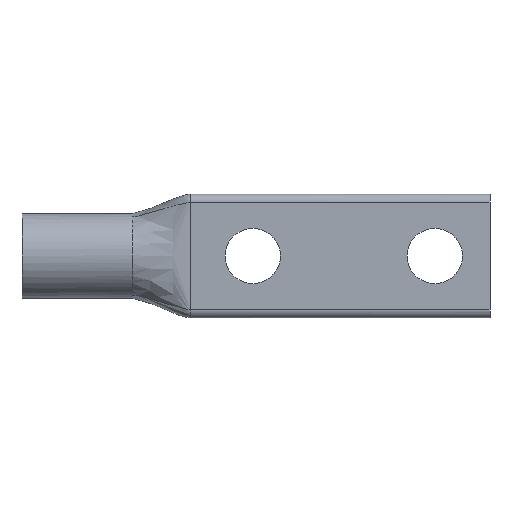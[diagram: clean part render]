
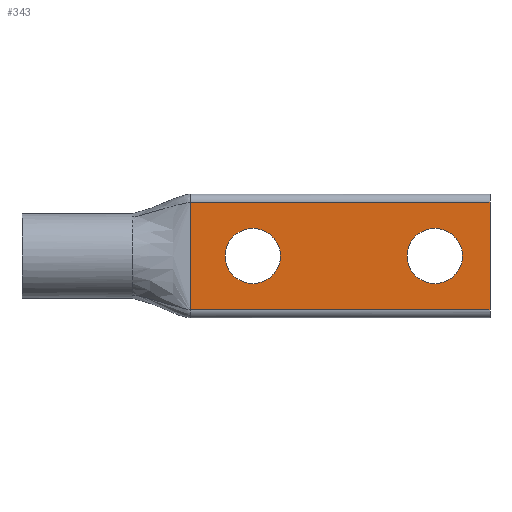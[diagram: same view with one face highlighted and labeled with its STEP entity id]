
A CAD part, front view. The second image highlights one B-rep face of the part: STEP entity #343.
In plain terms, the highlighted planar face has unit normal (0, -1, 0).
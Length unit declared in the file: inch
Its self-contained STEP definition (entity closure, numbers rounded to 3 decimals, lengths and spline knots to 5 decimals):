
#18 = CARTESIAN_POINT ( 'NONE',  ( 5.70071, 0., 0.515 ) ) ;
#29 = LINE ( 'NONE', #18, #580 ) ;
#54 = CARTESIAN_POINT ( 'NONE',  ( 4.5, 0., 0. ) ) ;
#124 = CIRCLE ( 'NONE', #518, 0.2655 ) ;
#150 = CARTESIAN_POINT ( 'NONE',  ( 3.97, 0., 0. ) ) ;
#152 = CARTESIAN_POINT ( 'NONE',  ( 1.62, 0., -0.515 ) ) ;
#159 = VERTEX_POINT ( 'NONE', #1093 ) ;
#182 = VERTEX_POINT ( 'NONE', #1080 ) ;
#193 = CIRCLE ( 'NONE', #481, 0.2655 ) ;
#201 = DIRECTION ( 'NONE',  ( 0., 0., 1. ) ) ;
#221 = CARTESIAN_POINT ( 'NONE',  ( 1.62, 0., 0.515 ) ) ;
#302 = DIRECTION ( 'NONE',  ( 0., 0., 1. ) ) ;
#324 = EDGE_CURVE ( 'NONE', #531, #182, #1454, .T. ) ;
#325 = DIRECTION ( 'NONE',  ( 0., 1., 0. ) ) ;
#343 = ADVANCED_FACE ( 'NONE', ( #1614, #823, #657 ), #1308, .T. ) ;
#347 = CIRCLE ( 'NONE', #949, 0.2655 ) ;
#363 = VERTEX_POINT ( 'NONE', #1711 ) ;
#368 = DIRECTION ( 'NONE',  ( 0., 0., 1. ) ) ;
#369 = DIRECTION ( 'NONE',  ( 0., 0., -1. ) ) ;
#477 = EDGE_CURVE ( 'NONE', #182, #531, #347, .T. ) ;
#481 = AXIS2_PLACEMENT_3D ( 'NONE', #1309, #325, #368 ) ;
#490 = CARTESIAN_POINT ( 'NONE',  ( 5.70071, 0., -0.515 ) ) ;
#515 = DIRECTION ( 'NONE',  ( 0., 0., -1. ) ) ;
#516 = DIRECTION ( 'NONE',  ( 0., 1., 0. ) ) ;
#518 = AXIS2_PLACEMENT_3D ( 'NONE', #668, #516, #201 ) ;
#531 = VERTEX_POINT ( 'NONE', #1948 ) ;
#542 = CARTESIAN_POINT ( 'NONE',  ( 4.5, 0., -0.515 ) ) ;
#544 = EDGE_CURVE ( 'NONE', #363, #1920, #29, .T. ) ;
#580 = VECTOR ( 'NONE', #1498, 39.37008 ) ;
#593 = ORIENTED_EDGE ( 'NONE', *, *, #324, .T. ) ;
#657 = FACE_BOUND ( 'NONE', #736, .T. ) ;
#668 = CARTESIAN_POINT ( 'NONE',  ( 2.22, 0., 0. ) ) ;
#678 = AXIS2_PLACEMENT_3D ( 'NONE', #1940, #1318, #515 ) ;
#687 = DIRECTION ( 'NONE',  ( 0., 0., -1. ) ) ;
#695 = ORIENTED_EDGE ( 'NONE', *, *, #1074, .T. ) ;
#736 = EDGE_LOOP ( 'NONE', ( #593, #996 ) ) ;
#804 = ORIENTED_EDGE ( 'NONE', *, *, #1068, .T. ) ;
#823 = FACE_BOUND ( 'NONE', #1422, .T. ) ;
#854 = LINE ( 'NONE', #54, #1229 ) ;
#941 = ORIENTED_EDGE ( 'NONE', *, *, #1959, .T. ) ;
#949 = AXIS2_PLACEMENT_3D ( 'NONE', #150, #1568, #302 ) ;
#996 = ORIENTED_EDGE ( 'NONE', *, *, #477, .T. ) ;
#1059 = VECTOR ( 'NONE', #369, 39.37008 ) ;
#1068 = EDGE_CURVE ( 'NONE', #1447, #159, #124, .T. ) ;
#1074 = EDGE_CURVE ( 'NONE', #159, #1447, #193, .T. ) ;
#1080 = CARTESIAN_POINT ( 'NONE',  ( 3.97, 0., -0.2655 ) ) ;
#1091 = VECTOR ( 'NONE', #1635, 39.37008 ) ;
#1093 = CARTESIAN_POINT ( 'NONE',  ( 2.22, 0., 0.2655 ) ) ;
#1229 = VECTOR ( 'NONE', #687, 39.37008 ) ;
#1240 = ORIENTED_EDGE ( 'NONE', *, *, #1391, .F. ) ;
#1268 = VERTEX_POINT ( 'NONE', #152 ) ;
#1308 = PLANE ( 'NONE',  #678 ) ;
#1309 = CARTESIAN_POINT ( 'NONE',  ( 2.22, 0., 0. ) ) ;
#1318 = DIRECTION ( 'NONE',  ( 0., -1., 0. ) ) ;
#1372 = ORIENTED_EDGE ( 'NONE', *, *, #1507, .F. ) ;
#1391 = EDGE_CURVE ( 'NONE', #1466, #1268, #1625, .T. ) ;
#1422 = EDGE_LOOP ( 'NONE', ( #695, #804 ) ) ;
#1447 = VERTEX_POINT ( 'NONE', #1985 ) ;
#1450 = LINE ( 'NONE', #1495, #1059 ) ;
#1454 = CIRCLE ( 'NONE', #1822, 0.2655 ) ;
#1466 = VERTEX_POINT ( 'NONE', #542 ) ;
#1471 = CARTESIAN_POINT ( 'NONE',  ( 3.97, 0., 0. ) ) ;
#1495 = CARTESIAN_POINT ( 'NONE',  ( 1.62, 0., 0. ) ) ;
#1498 = DIRECTION ( 'NONE',  ( -1., 0., 0. ) ) ;
#1507 = EDGE_CURVE ( 'NONE', #363, #1466, #854, .T. ) ;
#1568 = DIRECTION ( 'NONE',  ( 0., 1., 0. ) ) ;
#1614 = FACE_OUTER_BOUND ( 'NONE', #2059, .T. ) ;
#1625 = LINE ( 'NONE', #490, #1091 ) ;
#1635 = DIRECTION ( 'NONE',  ( -1., 0., 0. ) ) ;
#1711 = CARTESIAN_POINT ( 'NONE',  ( 4.5, 0., 0.515 ) ) ;
#1782 = DIRECTION ( 'NONE',  ( 0., 1., 0. ) ) ;
#1822 = AXIS2_PLACEMENT_3D ( 'NONE', #1471, #1782, #1952 ) ;
#1920 = VERTEX_POINT ( 'NONE', #221 ) ;
#1940 = CARTESIAN_POINT ( 'NONE',  ( 5.70071, 0., 0. ) ) ;
#1948 = CARTESIAN_POINT ( 'NONE',  ( 3.97, 0., 0.2655 ) ) ;
#1952 = DIRECTION ( 'NONE',  ( 0., 0., 1. ) ) ;
#1959 = EDGE_CURVE ( 'NONE', #1920, #1268, #1450, .T. ) ;
#1985 = CARTESIAN_POINT ( 'NONE',  ( 2.22, 0., -0.2655 ) ) ;
#2059 = EDGE_LOOP ( 'NONE', ( #2066, #941, #1240, #1372 ) ) ;
#2066 = ORIENTED_EDGE ( 'NONE', *, *, #544, .T. ) ;
